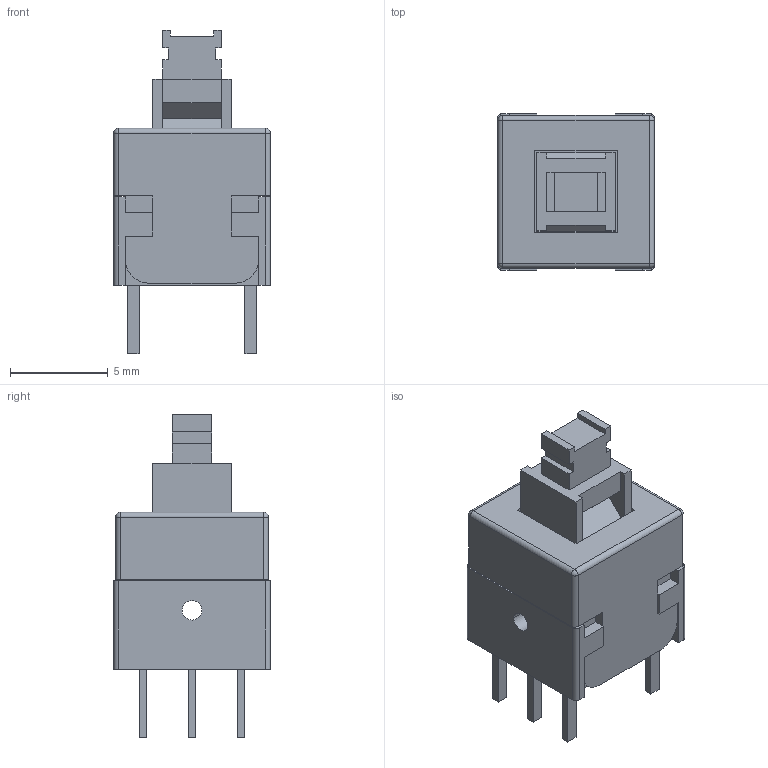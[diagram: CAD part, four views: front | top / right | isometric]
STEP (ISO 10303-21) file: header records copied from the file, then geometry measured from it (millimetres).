
FILE_DESCRIPTION (( 'STEP AP203' ), '1' );
FILE_NAME ('8x8 Pushbutton.STEP', '2020-02-19T12:12:48', ( '' ), ( '' ), 'SwSTEP 2.0', 'SolidWorks 2020', '' );
FILE_SCHEMA (( 'CONFIG_CONTROL_DESIGN' ));
Length unit declared in the file: millimetre
Products named in the file (1): 8x8 Pushbutton
Bounding box: 8 x 8 x 16.5 mm (x, y, z)
Volume: 537.5 mm3; surface area: 568 mm2
Topology: 1 solids, 1 shells, 141 faces, 370 edges, 236 vertices
Faces by surface type: plane 119, cylinder 18, sphere 4
Entity records: 4305 total; most frequent: CARTESIAN_POINT 744, ORIENTED_EDGE 732, DIRECTION 686, EDGE_CURVE 366, VECTOR 330, LINE 330, VERTEX_POINT 236, AXIS2_PLACEMENT_3D 178
